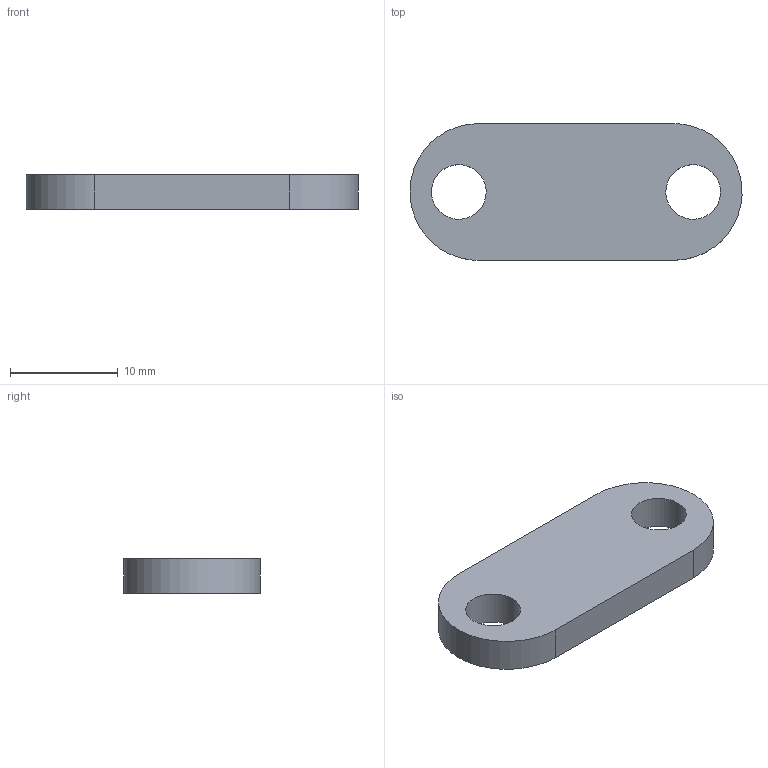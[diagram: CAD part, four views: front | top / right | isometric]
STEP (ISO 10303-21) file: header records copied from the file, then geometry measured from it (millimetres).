
FILE_DESCRIPTION(/* description */ (''),/* implementation_level */ '2;1');
FILE_NAME(/* name */ 'MXL Belt Plate Holders',/* time_stamp */ '2014-03-05T18:02:26-06:00',/* author */ (''),/* organization */ (''),/* preprocessor_version */ 'ST-DEVELOPER v15',/* originating_system */ '',/* authorisation */ '');
FILE_SCHEMA (('AUTOMOTIVE_DESIGN'));
Length unit declared in the file: inch
Products named in the file (1): Document
Bounding box: 30.85 x 12.7 x 3.17 mm (x, y, z)
Volume: 1008.6 mm3; surface area: 979 mm2
Topology: 1 solids, 1 shells, 10 faces, 27 edges, 19 vertices
Faces by surface type: bspline 8, plane 2
Entity records: 380 total; most frequent: CARTESIAN_POINT 212, ORIENTED_EDGE 48, EDGE_CURVE 24, VERTEX_POINT 16, EDGE_LOOP 14, ADVANCED_FACE 10, FACE_OUTER_BOUND 10, DIRECTION 8
